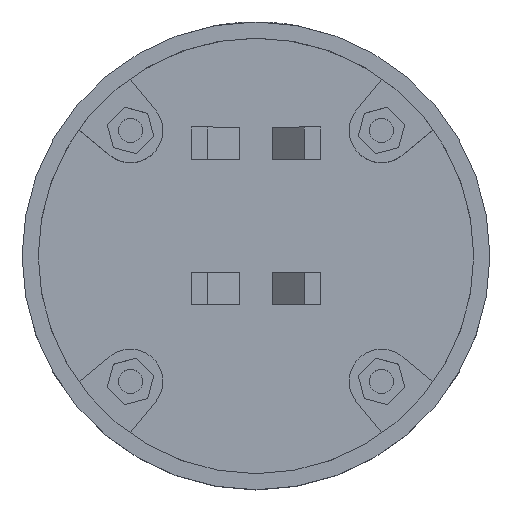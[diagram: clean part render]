
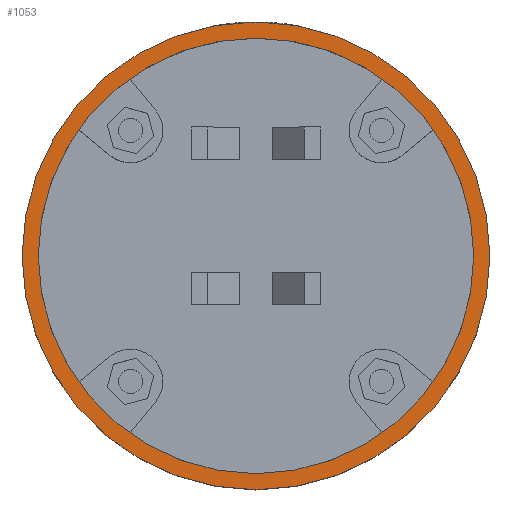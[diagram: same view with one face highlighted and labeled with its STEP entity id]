
A CAD part, top view. The second image highlights one B-rep face of the part: STEP entity #1053.
In plain terms, the highlighted planar face has unit normal (0, 0, 1).
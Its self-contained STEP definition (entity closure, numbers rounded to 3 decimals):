
#31 = CYLINDRICAL_SURFACE('',#32,29.);
#32 = AXIS2_PLACEMENT_3D('',#33,#34,#35);
#33 = CARTESIAN_POINT('',(0.,0.,0.));
#34 = DIRECTION('',(-0.,-0.,-1.));
#35 = DIRECTION('',(1.,0.,0.));
#56 = VERTEX_POINT('',#57);
#57 = CARTESIAN_POINT('',(29.,0.,16.));
#78 = EDGE_CURVE('',#56,#56,#79,.T.);
#79 = SURFACE_CURVE('',#80,(#85,#92),.PCURVE_S1.);
#80 = CIRCLE('',#81,29.);
#81 = AXIS2_PLACEMENT_3D('',#82,#83,#84);
#82 = CARTESIAN_POINT('',(0.,0.,16.));
#83 = DIRECTION('',(0.,0.,1.));
#84 = DIRECTION('',(1.,0.,0.));
#85 = PCURVE('',#31,#86);
#86 = DEFINITIONAL_REPRESENTATION('',(#87),#91);
#87 = LINE('',#88,#89);
#88 = CARTESIAN_POINT('',(-0.,-16.));
#89 = VECTOR('',#90,1.);
#90 = DIRECTION('',(-1.,0.));
#91 = ( GEOMETRIC_REPRESENTATION_CONTEXT(2) 
PARAMETRIC_REPRESENTATION_CONTEXT() REPRESENTATION_CONTEXT('2D SPACE',''
  ) );
#92 = PCURVE('',#93,#98);
#93 = PLANE('',#94);
#94 = AXIS2_PLACEMENT_3D('',#95,#96,#97);
#95 = CARTESIAN_POINT('',(29.,0.,16.));
#96 = DIRECTION('',(0.,0.,-1.));
#97 = DIRECTION('',(-1.,0.,0.));
#98 = DEFINITIONAL_REPRESENTATION('',(#99),#107);
#99 = ( BOUNDED_CURVE() B_SPLINE_CURVE(2,(#100,#101,#102,#103,#104,#105,
#106),.UNSPECIFIED.,.F.,.F.) B_SPLINE_CURVE_WITH_KNOTS((1,2,2,2,2,1),(
    -2.094,0.,2.094,4.189,6.283,
8.378),.UNSPECIFIED.) CURVE() GEOMETRIC_REPRESENTATION_ITEM() 
RATIONAL_B_SPLINE_CURVE((1.,0.5,1.,0.5,1.,0.5,1.)) REPRESENTATION_ITEM(
  '') );
#100 = CARTESIAN_POINT('',(0.,0.));
#101 = CARTESIAN_POINT('',(0.,50.229));
#102 = CARTESIAN_POINT('',(43.5,25.115));
#103 = CARTESIAN_POINT('',(87.,0.));
#104 = CARTESIAN_POINT('',(43.5,-25.115));
#105 = CARTESIAN_POINT('',(0.,-50.229));
#106 = CARTESIAN_POINT('',(0.,0.));
#107 = ( GEOMETRIC_REPRESENTATION_CONTEXT(2) 
PARAMETRIC_REPRESENTATION_CONTEXT() REPRESENTATION_CONTEXT('2D SPACE',''
  ) );
#1053 = ADVANCED_FACE('',(#1054,#1057),#93,.F.);
#1054 = FACE_BOUND('',#1055,.F.);
#1055 = EDGE_LOOP('',(#1056));
#1056 = ORIENTED_EDGE('',*,*,#78,.F.);
#1057 = FACE_BOUND('',#1058,.F.);
#1058 = EDGE_LOOP('',(#1059));
#1059 = ORIENTED_EDGE('',*,*,#1060,.T.);
#1060 = EDGE_CURVE('',#1061,#1061,#1063,.T.);
#1061 = VERTEX_POINT('',#1062);
#1062 = CARTESIAN_POINT('',(27.,0.,16.));
#1063 = SURFACE_CURVE('',#1064,(#1069,#1080),.PCURVE_S1.);
#1064 = CIRCLE('',#1065,27.);
#1065 = AXIS2_PLACEMENT_3D('',#1066,#1067,#1068);
#1066 = CARTESIAN_POINT('',(0.,0.,16.));
#1067 = DIRECTION('',(0.,0.,1.));
#1068 = DIRECTION('',(1.,0.,0.));
#1069 = PCURVE('',#93,#1070);
#1070 = DEFINITIONAL_REPRESENTATION('',(#1071),#1079);
#1071 = ( BOUNDED_CURVE() B_SPLINE_CURVE(2,(#1072,#1073,#1074,#1075,
#1076,#1077,#1078),.UNSPECIFIED.,.F.,.F.) B_SPLINE_CURVE_WITH_KNOTS((1,2
    ,2,2,2,1),(-2.094,0.,2.094,4.189,
6.283,8.378),.UNSPECIFIED.) CURVE() 
GEOMETRIC_REPRESENTATION_ITEM() RATIONAL_B_SPLINE_CURVE((1.,0.5,1.,0.5,
1.,0.5,1.)) REPRESENTATION_ITEM('') );
#1072 = CARTESIAN_POINT('',(2.,0.));
#1073 = CARTESIAN_POINT('',(2.,46.765));
#1074 = CARTESIAN_POINT('',(42.5,23.383));
#1075 = CARTESIAN_POINT('',(83.,0.));
#1076 = CARTESIAN_POINT('',(42.5,-23.383));
#1077 = CARTESIAN_POINT('',(2.,-46.765));
#1078 = CARTESIAN_POINT('',(2.,0.));
#1079 = ( GEOMETRIC_REPRESENTATION_CONTEXT(2) 
PARAMETRIC_REPRESENTATION_CONTEXT() REPRESENTATION_CONTEXT('2D SPACE',''
  ) );
#1080 = PCURVE('',#1081,#1086);
#1081 = CYLINDRICAL_SURFACE('',#1082,27.);
#1082 = AXIS2_PLACEMENT_3D('',#1083,#1084,#1085);
#1083 = CARTESIAN_POINT('',(0.,0.,16.));
#1084 = DIRECTION('',(0.,0.,1.));
#1085 = DIRECTION('',(1.,0.,0.));
#1086 = DEFINITIONAL_REPRESENTATION('',(#1087),#1113);
#1087 = B_SPLINE_CURVE_WITH_KNOTS('',3,(#1088,#1089,#1090,#1091,#1092,
    #1093,#1094,#1095,#1096,#1097,#1098,#1099,#1100,#1101,#1102,#1103,
    #1104,#1105,#1106,#1107,#1108,#1109,#1110,#1111,#1112),
  .UNSPECIFIED.,.F.,.F.,(4,1,1,1,1,1,1,1,1,1,1,1,1,1,1,1,1,1,1,1,1,1,4),
  (0.,0.286,0.571,0.857,1.142,
    1.428,1.714,1.999,2.285,
    2.57,2.856,3.142,3.427,
    3.713,3.998,4.284,4.57,
    4.855,5.141,5.426,5.712,
    5.998,6.283),.QUASI_UNIFORM_KNOTS.);
#1088 = CARTESIAN_POINT('',(0.,0.));
#1089 = CARTESIAN_POINT('',(0.095,0.));
#1090 = CARTESIAN_POINT('',(0.286,0.));
#1091 = CARTESIAN_POINT('',(0.571,0.));
#1092 = CARTESIAN_POINT('',(0.857,0.));
#1093 = CARTESIAN_POINT('',(1.142,0.));
#1094 = CARTESIAN_POINT('',(1.428,0.));
#1095 = CARTESIAN_POINT('',(1.714,0.));
#1096 = CARTESIAN_POINT('',(1.999,0.));
#1097 = CARTESIAN_POINT('',(2.285,0.));
#1098 = CARTESIAN_POINT('',(2.57,0.));
#1099 = CARTESIAN_POINT('',(2.856,0.));
#1100 = CARTESIAN_POINT('',(3.142,0.));
#1101 = CARTESIAN_POINT('',(3.427,0.));
#1102 = CARTESIAN_POINT('',(3.713,0.));
#1103 = CARTESIAN_POINT('',(3.998,0.));
#1104 = CARTESIAN_POINT('',(4.284,0.));
#1105 = CARTESIAN_POINT('',(4.57,0.));
#1106 = CARTESIAN_POINT('',(4.855,0.));
#1107 = CARTESIAN_POINT('',(5.141,0.));
#1108 = CARTESIAN_POINT('',(5.426,0.));
#1109 = CARTESIAN_POINT('',(5.712,0.));
#1110 = CARTESIAN_POINT('',(5.998,0.));
#1111 = CARTESIAN_POINT('',(6.188,0.));
#1112 = CARTESIAN_POINT('',(6.283,0.));
#1113 = ( GEOMETRIC_REPRESENTATION_CONTEXT(2) 
PARAMETRIC_REPRESENTATION_CONTEXT() REPRESENTATION_CONTEXT('2D SPACE',''
  ) );
